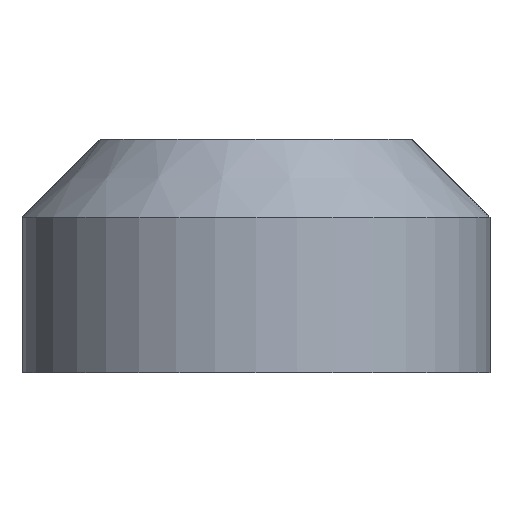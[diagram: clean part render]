
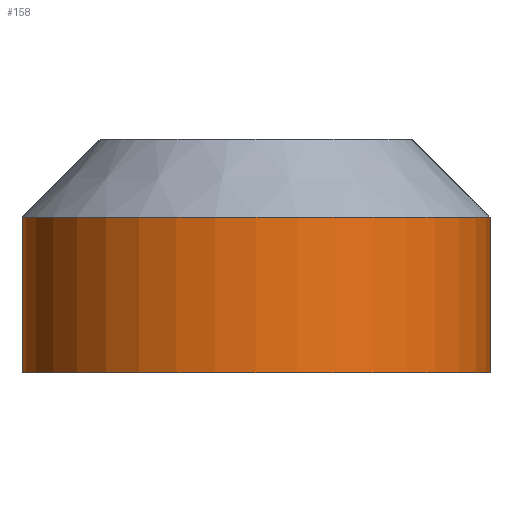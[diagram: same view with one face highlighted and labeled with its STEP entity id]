
A CAD part, left-side view. The second image highlights one B-rep face of the part: STEP entity #158.
In plain terms, the highlighted cylindrical face has radius 3 mm (diameter 6 mm), a partial arc.
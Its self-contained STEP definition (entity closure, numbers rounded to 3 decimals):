
#16=CYLINDRICAL_SURFACE('',#187,3.);
#20=CIRCLE('',#182,3.);
#22=CIRCLE('',#188,3.);
#32=FACE_OUTER_BOUND('',#42,.T.);
#42=EDGE_LOOP('',(#133,#134,#135,#136));
#55=LINE('',#272,#69);
#57=LINE('',#277,#71);
#69=VECTOR('',#225,10.);
#71=VECTOR('',#231,10.);
#76=VERTEX_POINT('',#246);
#79=VERTEX_POINT('',#256);
#83=VERTEX_POINT('',#271);
#84=VERTEX_POINT('',#276);
#96=EDGE_CURVE('',#79,#76,#20,.T.);
#100=EDGE_CURVE('',#76,#83,#55,.T.);
#102=EDGE_CURVE('',#79,#84,#57,.T.);
#103=EDGE_CURVE('',#83,#84,#22,.T.);
#133=ORIENTED_EDGE('',*,*,#96,.F.);
#134=ORIENTED_EDGE('',*,*,#102,.T.);
#135=ORIENTED_EDGE('',*,*,#103,.F.);
#136=ORIENTED_EDGE('',*,*,#100,.F.);
#158=ADVANCED_FACE('',(#32),#16,.T.);
#182=AXIS2_PLACEMENT_3D('',#263,#215,#216);
#187=AXIS2_PLACEMENT_3D('',#275,#229,#230);
#188=AXIS2_PLACEMENT_3D('',#278,#232,#233);
#215=DIRECTION('center_axis',(0.,0.,1.));
#216=DIRECTION('ref_axis',(0.,1.,0.));
#225=DIRECTION('',(0.,0.,-1.));
#229=DIRECTION('center_axis',(0.,0.,-1.));
#230=DIRECTION('ref_axis',(0.,1.,0.));
#231=DIRECTION('',(0.,0.,-1.));
#232=DIRECTION('center_axis',(0.,0.,-1.));
#233=DIRECTION('ref_axis',(0.,1.,0.));
#246=CARTESIAN_POINT('',(0.,0.,2.));
#256=CARTESIAN_POINT('',(0.,6.,2.));
#263=CARTESIAN_POINT('Origin',(0.,3.,2.));
#271=CARTESIAN_POINT('',(0.,0.,0.));
#272=CARTESIAN_POINT('',(0.,0.,3.));
#275=CARTESIAN_POINT('Origin',(0.,3.,3.));
#276=CARTESIAN_POINT('',(0.,6.,0.));
#277=CARTESIAN_POINT('',(0.,6.,3.));
#278=CARTESIAN_POINT('Origin',(0.,3.,0.));
